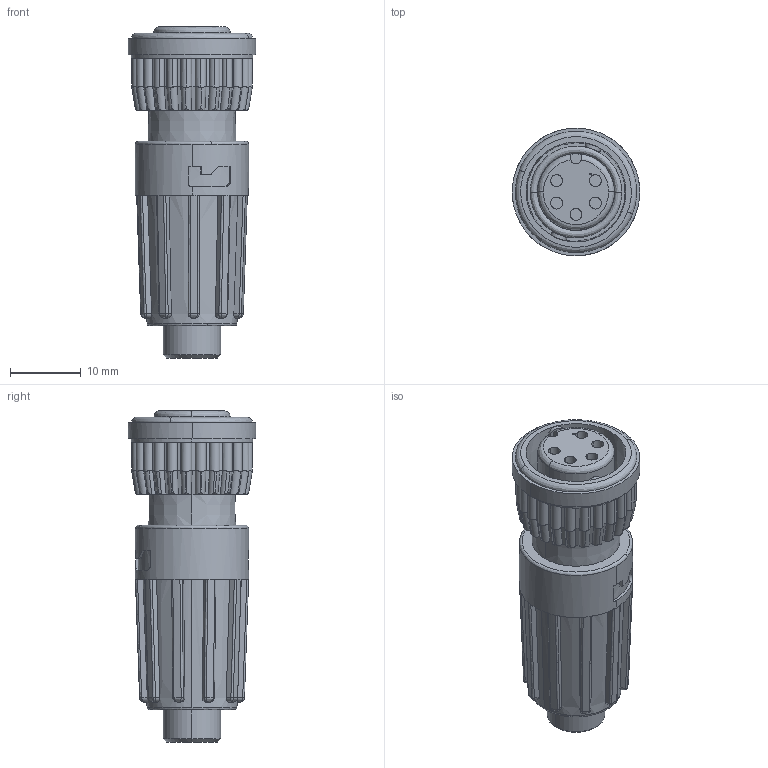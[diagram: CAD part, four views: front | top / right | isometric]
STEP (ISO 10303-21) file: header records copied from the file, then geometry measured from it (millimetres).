
FILE_DESCRIPTION (( 'STEP AP203' ), '1' );
FILE_NAME ('6282-5SG-5XX.STEP', '2017-10-05T14:38:47', ( '' ), ( '' ), 'SwSTEP 2.0', 'SolidWorks 2017', '' );
FILE_SCHEMA (( 'CONFIG_CONTROL_DESIGN' ));
Length unit declared in the file: millimetre
Products named in the file (1): 6282-5SG-5XX
Bounding box: 18.03 x 18.03 x 46.93 mm (x, y, z)
Volume: 6622.5 mm3; surface area: 4004.3 mm2
Topology: 1 solids, 1 shells, 445 faces, 1256 edges, 807 vertices
Faces by surface type: cylinder 209, bspline 117, plane 110, cone 9
Entity records: 23374 total; most frequent: CARTESIAN_POINT 13962, ORIENTED_EDGE 2468, EDGE_CURVE 1234, DIRECTION 1233, VERTEX_POINT 807, B_SPLINE_CURVE_WITH_KNOTS 599, EDGE_LOOP 461, ADVANCED_FACE 445
